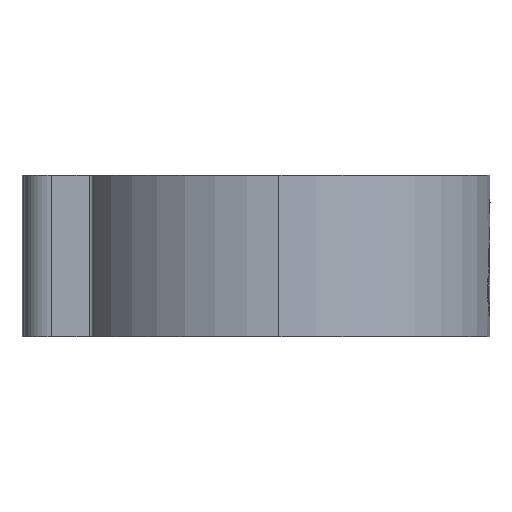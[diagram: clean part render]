
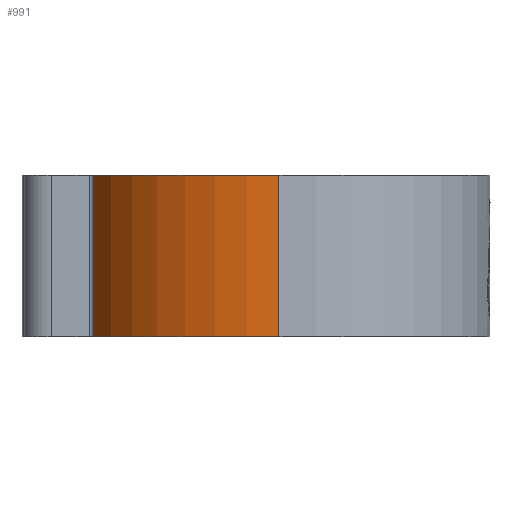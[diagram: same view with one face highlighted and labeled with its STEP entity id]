
A CAD part, left-side view. The second image highlights one B-rep face of the part: STEP entity #991.
In plain terms, the highlighted cylindrical face has radius 9.15 mm (diameter 18.3 mm), a partial arc.
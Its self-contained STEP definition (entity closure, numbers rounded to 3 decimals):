
#18 = DIRECTION ( 'NONE',  ( 0., 0., 1. ) ) ;
#68 = AXIS2_PLACEMENT_3D ( 'NONE', #2011, #3298, #4040 ) ;
#215 = EDGE_LOOP ( 'NONE', ( #934, #4290, #4315, #1497 ) ) ;
#312 = VERTEX_POINT ( 'NONE', #2827 ) ;
#571 = CARTESIAN_POINT ( 'NONE',  ( -4.355, 8.047, -3.5 ) ) ;
#634 = EDGE_CURVE ( 'NONE', #3633, #3012, #4382, .T. ) ;
#777 = CARTESIAN_POINT ( 'NONE',  ( 0., 0., -3.5 ) ) ;
#783 = CARTESIAN_POINT ( 'NONE',  ( -9.15, 0., 3.5 ) ) ;
#934 = ORIENTED_EDGE ( 'NONE', *, *, #634, .F. ) ;
#991 = ADVANCED_FACE ( 'NONE', ( #1667 ), #4533, .T. ) ;
#1348 = EDGE_CURVE ( 'NONE', #4117, #3012, #4014, .T. ) ;
#1497 = ORIENTED_EDGE ( 'NONE', *, *, #1348, .T. ) ;
#1585 = LINE ( 'NONE', #4807, #5011 ) ;
#1667 = FACE_OUTER_BOUND ( 'NONE', #215, .T. ) ;
#1744 = AXIS2_PLACEMENT_3D ( 'NONE', #777, #3982, #3191 ) ;
#1820 = DIRECTION ( 'NONE',  ( 0., 0., -1. ) ) ;
#1822 = CIRCLE ( 'NONE', #4505, 9.15 ) ;
#2011 = CARTESIAN_POINT ( 'NONE',  ( 0., 0., 3.5 ) ) ;
#2033 = CARTESIAN_POINT ( 'NONE',  ( -9.15, 0., 3.5 ) ) ;
#2798 = DIRECTION ( 'NONE',  ( 0., 0., -1. ) ) ;
#2827 = CARTESIAN_POINT ( 'NONE',  ( -4.355, 8.047, 3.5 ) ) ;
#3012 = VERTEX_POINT ( 'NONE', #3175 ) ;
#3175 = CARTESIAN_POINT ( 'NONE',  ( -9.15, 0., -3.5 ) ) ;
#3191 = DIRECTION ( 'NONE',  ( 1., 0., 0. ) ) ;
#3270 = EDGE_CURVE ( 'NONE', #312, #3633, #1822, .T. ) ;
#3298 = DIRECTION ( 'NONE',  ( 0., 0., -1. ) ) ;
#3633 = VERTEX_POINT ( 'NONE', #2033 ) ;
#3982 = DIRECTION ( 'NONE',  ( 0., 0., 1. ) ) ;
#4014 = CIRCLE ( 'NONE', #1744, 9.15 ) ;
#4040 = DIRECTION ( 'NONE',  ( -1., 0., 0. ) ) ;
#4117 = VERTEX_POINT ( 'NONE', #571 ) ;
#4290 = ORIENTED_EDGE ( 'NONE', *, *, #3270, .F. ) ;
#4315 = ORIENTED_EDGE ( 'NONE', *, *, #4393, .T. ) ;
#4382 = LINE ( 'NONE', #783, #4684 ) ;
#4385 = DIRECTION ( 'NONE',  ( 1., 0., 0. ) ) ;
#4393 = EDGE_CURVE ( 'NONE', #312, #4117, #1585, .T. ) ;
#4460 = CARTESIAN_POINT ( 'NONE',  ( 0., 0., 3.5 ) ) ;
#4505 = AXIS2_PLACEMENT_3D ( 'NONE', #4460, #18, #4385 ) ;
#4533 = CYLINDRICAL_SURFACE ( 'NONE', #68, 9.15 ) ;
#4684 = VECTOR ( 'NONE', #1820, 1000. ) ;
#4807 = CARTESIAN_POINT ( 'NONE',  ( -4.355, 8.047, 3.5 ) ) ;
#5011 = VECTOR ( 'NONE', #2798, 1000. ) ;
